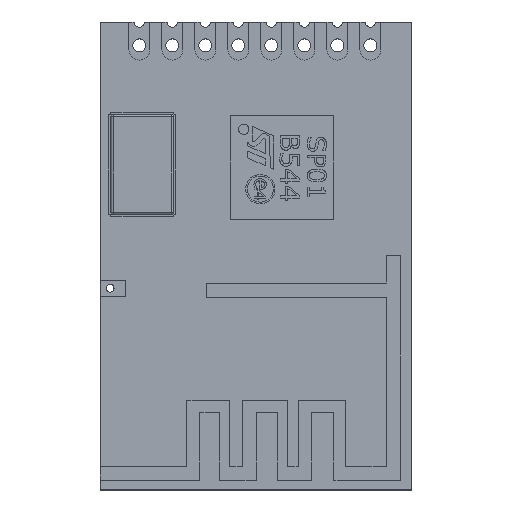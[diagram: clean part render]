
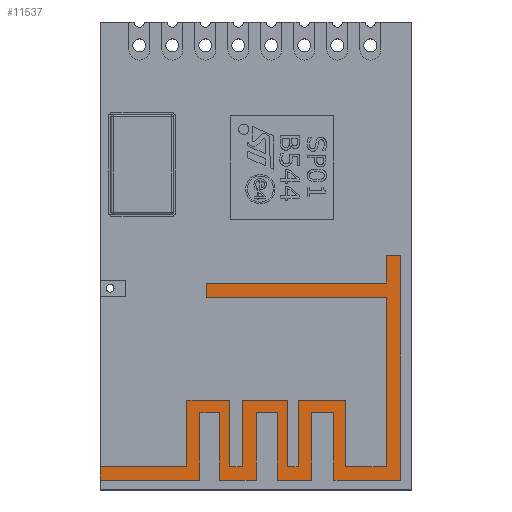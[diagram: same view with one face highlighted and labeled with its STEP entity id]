
A CAD part, top view. The second image highlights one B-rep face of the part: STEP entity #11537.
In plain terms, the highlighted planar face has unit normal (0, 0, 1).
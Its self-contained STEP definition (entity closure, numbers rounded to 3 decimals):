
#773=PLANE('',#12260);
#1255=FACE_OUTER_BOUND('',#1904,.T.);
#1904=EDGE_LOOP('',(#8546,#8547,#8548,#8549,#8550,#8551,#8552,#8553,#8554,
#8555,#8556,#8557,#8558,#8559,#8560,#8561,#8562,#8563,#8564,#8565,#8566,
#8567,#8568,#8569,#8570,#8571,#8572,#8573,#8574,#8575,#8576,#8577,#8578,
#8579));
#2577=LINE('',#15944,#3887);
#2582=LINE('',#15953,#3892);
#2584=LINE('',#15957,#3894);
#2586=LINE('',#15961,#3896);
#2588=LINE('',#15965,#3898);
#2590=LINE('',#15969,#3900);
#2592=LINE('',#15973,#3902);
#2594=LINE('',#15977,#3904);
#2596=LINE('',#15981,#3906);
#2598=LINE('',#15985,#3908);
#2600=LINE('',#15989,#3910);
#2602=LINE('',#15993,#3912);
#2604=LINE('',#15997,#3914);
#2606=LINE('',#16001,#3916);
#2608=LINE('',#16005,#3918);
#2610=LINE('',#16009,#3920);
#2612=LINE('',#16013,#3922);
#2614=LINE('',#16017,#3924);
#2616=LINE('',#16021,#3926);
#2618=LINE('',#16025,#3928);
#2620=LINE('',#16029,#3930);
#2622=LINE('',#16033,#3932);
#2624=LINE('',#16037,#3934);
#2626=LINE('',#16041,#3936);
#2628=LINE('',#16045,#3938);
#2630=LINE('',#16049,#3940);
#2632=LINE('',#16053,#3942);
#2634=LINE('',#16057,#3944);
#2636=LINE('',#16061,#3946);
#2638=LINE('',#16065,#3948);
#2640=LINE('',#16069,#3950);
#2642=LINE('',#16073,#3952);
#2644=LINE('',#16077,#3954);
#2646=LINE('',#16080,#3956);
#3887=VECTOR('',#13061,1000.);
#3892=VECTOR('',#13068,1000.);
#3894=VECTOR('',#13072,1000.);
#3896=VECTOR('',#13076,1000.);
#3898=VECTOR('',#13080,1000.);
#3900=VECTOR('',#13084,1000.);
#3902=VECTOR('',#13088,1000.);
#3904=VECTOR('',#13092,1000.);
#3906=VECTOR('',#13096,1000.);
#3908=VECTOR('',#13100,1000.);
#3910=VECTOR('',#13104,1000.);
#3912=VECTOR('',#13108,1000.);
#3914=VECTOR('',#13112,1000.);
#3916=VECTOR('',#13116,1000.);
#3918=VECTOR('',#13120,1000.);
#3920=VECTOR('',#13124,1000.);
#3922=VECTOR('',#13128,1000.);
#3924=VECTOR('',#13132,1000.);
#3926=VECTOR('',#13136,1000.);
#3928=VECTOR('',#13140,1000.);
#3930=VECTOR('',#13144,1000.);
#3932=VECTOR('',#13148,1000.);
#3934=VECTOR('',#13152,1000.);
#3936=VECTOR('',#13156,1000.);
#3938=VECTOR('',#13160,1000.);
#3940=VECTOR('',#13164,1000.);
#3942=VECTOR('',#13168,1000.);
#3944=VECTOR('',#13172,1000.);
#3946=VECTOR('',#13176,1000.);
#3948=VECTOR('',#13180,1000.);
#3950=VECTOR('',#13184,1000.);
#3952=VECTOR('',#13188,1000.);
#3954=VECTOR('',#13192,1000.);
#3956=VECTOR('',#13196,1000.);
#5400=VERTEX_POINT('',#15941);
#5401=VERTEX_POINT('',#15943);
#5404=VERTEX_POINT('',#15952);
#5405=VERTEX_POINT('',#15956);
#5406=VERTEX_POINT('',#15960);
#5407=VERTEX_POINT('',#15964);
#5408=VERTEX_POINT('',#15968);
#5409=VERTEX_POINT('',#15972);
#5410=VERTEX_POINT('',#15976);
#5411=VERTEX_POINT('',#15980);
#5412=VERTEX_POINT('',#15984);
#5413=VERTEX_POINT('',#15988);
#5414=VERTEX_POINT('',#15992);
#5415=VERTEX_POINT('',#15996);
#5416=VERTEX_POINT('',#16000);
#5417=VERTEX_POINT('',#16004);
#5418=VERTEX_POINT('',#16008);
#5419=VERTEX_POINT('',#16012);
#5420=VERTEX_POINT('',#16016);
#5421=VERTEX_POINT('',#16020);
#5422=VERTEX_POINT('',#16024);
#5423=VERTEX_POINT('',#16028);
#5424=VERTEX_POINT('',#16032);
#5425=VERTEX_POINT('',#16036);
#5426=VERTEX_POINT('',#16040);
#5427=VERTEX_POINT('',#16044);
#5428=VERTEX_POINT('',#16048);
#5429=VERTEX_POINT('',#16052);
#5430=VERTEX_POINT('',#16056);
#5431=VERTEX_POINT('',#16060);
#5432=VERTEX_POINT('',#16064);
#5433=VERTEX_POINT('',#16068);
#5434=VERTEX_POINT('',#16072);
#5435=VERTEX_POINT('',#16076);
#6515=EDGE_CURVE('',#5400,#5401,#2577,.T.);
#6520=EDGE_CURVE('',#5404,#5401,#2582,.T.);
#6522=EDGE_CURVE('',#5405,#5404,#2584,.T.);
#6524=EDGE_CURVE('',#5406,#5405,#2586,.T.);
#6526=EDGE_CURVE('',#5407,#5406,#2588,.T.);
#6528=EDGE_CURVE('',#5408,#5407,#2590,.T.);
#6530=EDGE_CURVE('',#5409,#5408,#2592,.T.);
#6532=EDGE_CURVE('',#5410,#5409,#2594,.T.);
#6534=EDGE_CURVE('',#5411,#5410,#2596,.T.);
#6536=EDGE_CURVE('',#5412,#5411,#2598,.T.);
#6538=EDGE_CURVE('',#5413,#5412,#2600,.T.);
#6540=EDGE_CURVE('',#5414,#5413,#2602,.T.);
#6542=EDGE_CURVE('',#5415,#5414,#2604,.T.);
#6544=EDGE_CURVE('',#5416,#5415,#2606,.T.);
#6546=EDGE_CURVE('',#5417,#5416,#2608,.T.);
#6548=EDGE_CURVE('',#5418,#5417,#2610,.T.);
#6550=EDGE_CURVE('',#5419,#5418,#2612,.T.);
#6552=EDGE_CURVE('',#5420,#5419,#2614,.T.);
#6554=EDGE_CURVE('',#5421,#5420,#2616,.T.);
#6556=EDGE_CURVE('',#5422,#5421,#2618,.T.);
#6558=EDGE_CURVE('',#5423,#5422,#2620,.T.);
#6560=EDGE_CURVE('',#5424,#5423,#2622,.T.);
#6562=EDGE_CURVE('',#5425,#5424,#2624,.T.);
#6564=EDGE_CURVE('',#5426,#5425,#2626,.T.);
#6566=EDGE_CURVE('',#5427,#5426,#2628,.T.);
#6568=EDGE_CURVE('',#5428,#5427,#2630,.T.);
#6570=EDGE_CURVE('',#5429,#5428,#2632,.T.);
#6572=EDGE_CURVE('',#5430,#5429,#2634,.T.);
#6574=EDGE_CURVE('',#5431,#5430,#2636,.T.);
#6576=EDGE_CURVE('',#5432,#5431,#2638,.T.);
#6578=EDGE_CURVE('',#5433,#5432,#2640,.T.);
#6580=EDGE_CURVE('',#5434,#5433,#2642,.T.);
#6582=EDGE_CURVE('',#5435,#5434,#2644,.T.);
#6584=EDGE_CURVE('',#5400,#5435,#2646,.T.);
#8546=ORIENTED_EDGE('',*,*,#6582,.T.);
#8547=ORIENTED_EDGE('',*,*,#6580,.T.);
#8548=ORIENTED_EDGE('',*,*,#6578,.T.);
#8549=ORIENTED_EDGE('',*,*,#6576,.T.);
#8550=ORIENTED_EDGE('',*,*,#6574,.T.);
#8551=ORIENTED_EDGE('',*,*,#6572,.T.);
#8552=ORIENTED_EDGE('',*,*,#6570,.T.);
#8553=ORIENTED_EDGE('',*,*,#6568,.T.);
#8554=ORIENTED_EDGE('',*,*,#6566,.T.);
#8555=ORIENTED_EDGE('',*,*,#6564,.T.);
#8556=ORIENTED_EDGE('',*,*,#6562,.T.);
#8557=ORIENTED_EDGE('',*,*,#6560,.T.);
#8558=ORIENTED_EDGE('',*,*,#6558,.T.);
#8559=ORIENTED_EDGE('',*,*,#6556,.T.);
#8560=ORIENTED_EDGE('',*,*,#6554,.T.);
#8561=ORIENTED_EDGE('',*,*,#6552,.T.);
#8562=ORIENTED_EDGE('',*,*,#6550,.T.);
#8563=ORIENTED_EDGE('',*,*,#6548,.T.);
#8564=ORIENTED_EDGE('',*,*,#6546,.T.);
#8565=ORIENTED_EDGE('',*,*,#6544,.T.);
#8566=ORIENTED_EDGE('',*,*,#6542,.T.);
#8567=ORIENTED_EDGE('',*,*,#6540,.T.);
#8568=ORIENTED_EDGE('',*,*,#6538,.T.);
#8569=ORIENTED_EDGE('',*,*,#6536,.T.);
#8570=ORIENTED_EDGE('',*,*,#6534,.T.);
#8571=ORIENTED_EDGE('',*,*,#6532,.T.);
#8572=ORIENTED_EDGE('',*,*,#6530,.T.);
#8573=ORIENTED_EDGE('',*,*,#6528,.T.);
#8574=ORIENTED_EDGE('',*,*,#6526,.T.);
#8575=ORIENTED_EDGE('',*,*,#6524,.T.);
#8576=ORIENTED_EDGE('',*,*,#6522,.T.);
#8577=ORIENTED_EDGE('',*,*,#6520,.T.);
#8578=ORIENTED_EDGE('',*,*,#6515,.F.);
#8579=ORIENTED_EDGE('',*,*,#6584,.T.);
#11537=ADVANCED_FACE('',(#1255),#773,.T.);
#12260=AXIS2_PLACEMENT_3D('',#16303,#13407,#13408);
#13061=DIRECTION('',(0.,1.,0.));
#13068=DIRECTION('',(-1.,0.,0.));
#13072=DIRECTION('',(0.,-1.,0.));
#13076=DIRECTION('',(-1.,0.,0.));
#13080=DIRECTION('',(0.,1.,0.));
#13084=DIRECTION('',(-1.,0.,0.));
#13088=DIRECTION('',(0.,-1.,0.));
#13092=DIRECTION('',(-1.,0.,0.));
#13096=DIRECTION('',(0.,1.,0.));
#13100=DIRECTION('',(-1.,0.,0.));
#13104=DIRECTION('',(0.,-1.,0.));
#13108=DIRECTION('',(-1.,0.,0.));
#13112=DIRECTION('',(0.,1.,0.));
#13116=DIRECTION('',(-1.,0.,0.));
#13120=DIRECTION('',(0.,-1.,0.));
#13124=DIRECTION('',(1.,0.,0.));
#13128=DIRECTION('',(0.,-1.,0.));
#13132=DIRECTION('',(-1.,0.,0.));
#13136=DIRECTION('',(0.,-1.,0.));
#13140=DIRECTION('',(-1.,0.,0.));
#13144=DIRECTION('',(0.,1.,0.));
#13148=DIRECTION('',(1.,0.,0.));
#13152=DIRECTION('',(0.,-1.,0.));
#13156=DIRECTION('',(1.,0.,0.));
#13160=DIRECTION('',(0.,1.,0.));
#13164=DIRECTION('',(1.,0.,0.));
#13168=DIRECTION('',(0.,-1.,0.));
#13172=DIRECTION('',(1.,0.,0.));
#13176=DIRECTION('',(0.,1.,0.));
#13180=DIRECTION('',(1.,0.,0.));
#13184=DIRECTION('',(0.,-1.,0.));
#13188=DIRECTION('',(1.,0.,0.));
#13192=DIRECTION('',(0.,1.,0.));
#13196=DIRECTION('',(1.,0.,0.));
#13407=DIRECTION('center_axis',(0.,0.,1.));
#13408=DIRECTION('ref_axis',(1.,0.,0.));
#15941=CARTESIAN_POINT('',(0.,-17.623,0.55));
#15943=CARTESIAN_POINT('',(0.,-17.104,0.55));
#15944=CARTESIAN_POINT('',(0.,0.,0.55));
#15952=CARTESIAN_POINT('',(3.343,-17.104,0.55));
#15953=CARTESIAN_POINT('',(0.,-17.104,0.55));
#15956=CARTESIAN_POINT('',(3.343,-14.564,0.55));
#15957=CARTESIAN_POINT('',(3.343,0.,0.55));
#15960=CARTESIAN_POINT('',(4.986,-14.564,0.55));
#15961=CARTESIAN_POINT('',(0.,-14.564,0.55));
#15964=CARTESIAN_POINT('',(4.986,-17.104,0.55));
#15965=CARTESIAN_POINT('',(4.986,0.,0.55));
#15968=CARTESIAN_POINT('',(5.473,-17.104,0.55));
#15969=CARTESIAN_POINT('',(0.,-17.104,0.55));
#15972=CARTESIAN_POINT('',(5.473,-14.564,0.55));
#15973=CARTESIAN_POINT('',(5.473,0.,0.55));
#15976=CARTESIAN_POINT('',(7.217,-14.564,0.55));
#15977=CARTESIAN_POINT('',(0.,-14.564,0.55));
#15980=CARTESIAN_POINT('',(7.217,-17.104,0.55));
#15981=CARTESIAN_POINT('',(7.217,0.,0.55));
#15984=CARTESIAN_POINT('',(7.621,-17.104,0.55));
#15985=CARTESIAN_POINT('',(0.,-17.104,0.55));
#15988=CARTESIAN_POINT('',(7.621,-14.564,0.55));
#15989=CARTESIAN_POINT('',(7.621,0.,0.55));
#15992=CARTESIAN_POINT('',(9.451,-14.564,0.55));
#15993=CARTESIAN_POINT('',(0.,-14.564,0.55));
#15996=CARTESIAN_POINT('',(9.451,-17.104,0.55));
#15997=CARTESIAN_POINT('',(9.451,0.,0.55));
#16000=CARTESIAN_POINT('',(11.006,-17.104,0.55));
#16001=CARTESIAN_POINT('',(0.,-17.104,0.55));
#16004=CARTESIAN_POINT('',(11.006,-10.596,0.55));
#16005=CARTESIAN_POINT('',(11.006,0.,0.55));
#16008=CARTESIAN_POINT('',(4.082,-10.596,0.55));
#16009=CARTESIAN_POINT('',(0.,-10.596,0.55));
#16012=CARTESIAN_POINT('',(4.082,-10.039,0.55));
#16013=CARTESIAN_POINT('',(4.082,0.,0.55));
#16016=CARTESIAN_POINT('',(11.006,-10.039,0.55));
#16017=CARTESIAN_POINT('',(0.,-10.039,0.55));
#16020=CARTESIAN_POINT('',(11.006,-8.995,0.55));
#16021=CARTESIAN_POINT('',(11.006,0.,0.55));
#16024=CARTESIAN_POINT('',(11.562,-8.995,0.55));
#16025=CARTESIAN_POINT('',(0.,-8.995,0.55));
#16028=CARTESIAN_POINT('',(11.562,-17.623,0.55));
#16029=CARTESIAN_POINT('',(11.562,0.,0.55));
#16032=CARTESIAN_POINT('',(8.999,-17.623,0.55));
#16033=CARTESIAN_POINT('',(0.,-17.623,0.55));
#16036=CARTESIAN_POINT('',(8.999,-15.022,0.55));
#16037=CARTESIAN_POINT('',(8.999,0.,0.55));
#16040=CARTESIAN_POINT('',(8.144,-15.022,0.55));
#16041=CARTESIAN_POINT('',(0.,-15.022,0.55));
#16044=CARTESIAN_POINT('',(8.144,-17.623,0.55));
#16045=CARTESIAN_POINT('',(8.144,0.,0.55));
#16048=CARTESIAN_POINT('',(6.813,-17.623,0.55));
#16049=CARTESIAN_POINT('',(0.,-17.623,0.55));
#16052=CARTESIAN_POINT('',(6.813,-15.022,0.55));
#16053=CARTESIAN_POINT('',(6.813,0.,0.55));
#16056=CARTESIAN_POINT('',(6.005,-15.022,0.55));
#16057=CARTESIAN_POINT('',(0.,-15.022,0.55));
#16060=CARTESIAN_POINT('',(6.005,-17.623,0.55));
#16061=CARTESIAN_POINT('',(6.005,0.,0.55));
#16064=CARTESIAN_POINT('',(4.604,-17.623,0.55));
#16065=CARTESIAN_POINT('',(0.,-17.623,0.55));
#16068=CARTESIAN_POINT('',(4.604,-15.022,0.55));
#16069=CARTESIAN_POINT('',(4.604,0.,0.55));
#16072=CARTESIAN_POINT('',(3.838,-15.022,0.55));
#16073=CARTESIAN_POINT('',(0.,-15.022,0.55));
#16076=CARTESIAN_POINT('',(3.838,-17.623,0.55));
#16077=CARTESIAN_POINT('',(3.838,0.,0.55));
#16080=CARTESIAN_POINT('',(0.,-17.623,0.55));
#16303=CARTESIAN_POINT('Origin',(0.,0.,0.55));
